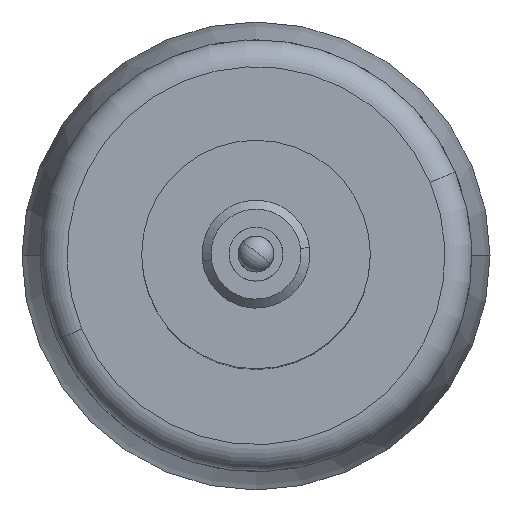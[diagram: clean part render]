
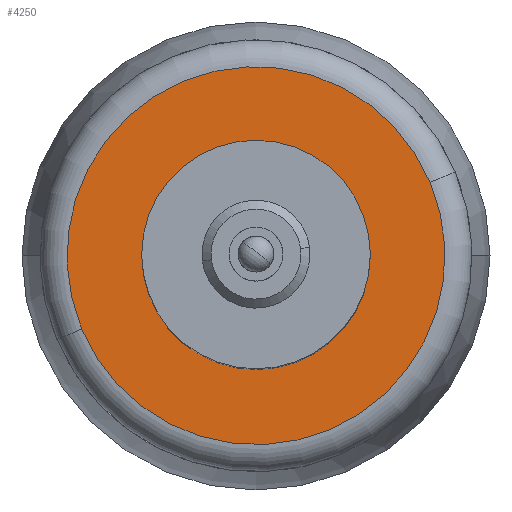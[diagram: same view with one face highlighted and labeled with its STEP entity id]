
A CAD part, top view. The second image highlights one B-rep face of the part: STEP entity #4250.
In plain terms, the highlighted planar face has unit normal (0, 0, 1).
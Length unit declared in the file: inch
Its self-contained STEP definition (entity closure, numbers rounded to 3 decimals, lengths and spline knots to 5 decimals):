
#4162 = EDGE_CURVE ( 'NONE', #4163, #4225, #17449, .T. ) ;
#4163 = VERTEX_POINT ( 'NONE', #17444 ) ;
#4206 = VERTEX_POINT ( 'NONE', #17567 ) ;
#4225 = VERTEX_POINT ( 'NONE', #17678 ) ;
#4231 = EDGE_CURVE ( 'NONE', #4225, #4163, #17706, .T. ) ;
#4236 = EDGE_CURVE ( 'NONE', #4206, #4237, #17727, .T. ) ;
#4237 = VERTEX_POINT ( 'NONE', #17723 ) ;
#4247 = ORIENTED_EDGE ( 'NONE', *, *, #4252, .F. ) ;
#4248 = ORIENTED_EDGE ( 'NONE', *, *, #4236, .F. ) ;
#4250 = ADVANCED_FACE ( 'NONE', ( #17790, #17789 ), #17771, .T. ) ;
#4251 = EDGE_LOOP ( 'NONE', ( #4256, #4265 ) ) ;
#4252 = EDGE_CURVE ( 'NONE', #4237, #4206, #17829, .T. ) ;
#4256 = ORIENTED_EDGE ( 'NONE', *, *, #4162, .T. ) ;
#4265 = ORIENTED_EDGE ( 'NONE', *, *, #4231, .T. ) ;
#4266 = EDGE_LOOP ( 'NONE', ( #4247, #4248 ) ) ;
#17444 = CARTESIAN_POINT ( 'NONE',  ( 0.24369, 0.15381, -0.75359 ) ) ;
#17445 = DIRECTION ( 'NONE',  ( 0.922, 0.388, 0. ) ) ;
#17446 = DIRECTION ( 'NONE',  ( 0., 0., 1. ) ) ;
#17447 = CARTESIAN_POINT ( 'NONE',  ( -0.13727, -0.00668, -0.75359 ) ) ;
#17448 = AXIS2_PLACEMENT_3D ( 'NONE', #17447, #17446, #17445 ) ;
#17449 = CIRCLE ( 'NONE', #17448, 0.41339 ) ;
#17567 = CARTESIAN_POINT ( 'NONE',  ( -0.2824, -0.06782, -0.75359 ) ) ;
#17678 = CARTESIAN_POINT ( 'NONE',  ( -0.51823, -0.16717, -0.75359 ) ) ;
#17702 = DIRECTION ( 'NONE',  ( 0.922, 0.388, 0. ) ) ;
#17703 = DIRECTION ( 'NONE',  ( 0., 0., 1. ) ) ;
#17704 = CARTESIAN_POINT ( 'NONE',  ( -0.13727, -0.00668, -0.75359 ) ) ;
#17705 = AXIS2_PLACEMENT_3D ( 'NONE', #17704, #17703, #17702 ) ;
#17706 = CIRCLE ( 'NONE', #17705, 0.41339 ) ;
#17723 = CARTESIAN_POINT ( 'NONE',  ( 0.00786, 0.05446, -0.75359 ) ) ;
#17724 = DIRECTION ( 'NONE',  ( 0.922, 0.388, 0. ) ) ;
#17725 = DIRECTION ( 'NONE',  ( 0., 0., 1. ) ) ;
#17726 = AXIS2_PLACEMENT_3D ( 'NONE', #17732, #17725, #17724 ) ;
#17727 = CIRCLE ( 'NONE', #17726, 0.15748 ) ;
#17732 = CARTESIAN_POINT ( 'NONE',  ( -0.13727, -0.00668, -0.75359 ) ) ;
#17771 = PLANE ( 'NONE',  #17832 ) ;
#17772 = CARTESIAN_POINT ( 'NONE',  ( -0.13727, -0.00668, -0.75359 ) ) ;
#17789 = FACE_BOUND ( 'NONE', #4266, .T. ) ;
#17790 = FACE_OUTER_BOUND ( 'NONE', #4251, .T. ) ;
#17825 = DIRECTION ( 'NONE',  ( 0.922, 0.388, 0. ) ) ;
#17826 = DIRECTION ( 'NONE',  ( 0., 0., 1. ) ) ;
#17827 = CARTESIAN_POINT ( 'NONE',  ( -0.13727, -0.00668, -0.75359 ) ) ;
#17828 = AXIS2_PLACEMENT_3D ( 'NONE', #17827, #17826, #17825 ) ;
#17829 = CIRCLE ( 'NONE', #17828, 0.15748 ) ;
#17830 = DIRECTION ( 'NONE',  ( 0.922, 0.388, 0. ) ) ;
#17831 = DIRECTION ( 'NONE',  ( 0., 0., 1. ) ) ;
#17832 = AXIS2_PLACEMENT_3D ( 'NONE', #17772, #17831, #17830 ) ;
